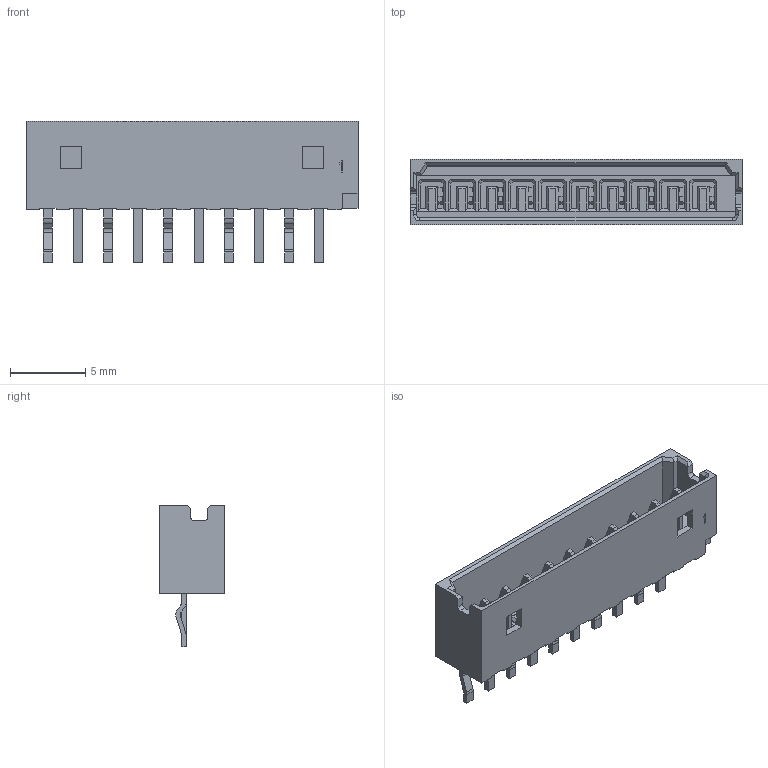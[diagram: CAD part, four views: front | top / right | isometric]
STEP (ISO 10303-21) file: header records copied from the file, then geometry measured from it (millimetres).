
FILE_DESCRIPTION((''),'2;1');
FILE_NAME('530141010','2014-02-27T',('me'),(''),'PRO/ENGINEER BY PARAMETRIC TECHNOLOGY CORPORATION, 2011490','PRO/ENGINEER BY PARAMETRIC TECHNOLOGY CORPORATION, 2011490','');
FILE_SCHEMA(('CONFIG_CONTROL_DESIGN'));
Length unit declared in the file: millimetre
Products named in the file (1): 530141010
Bounding box: 22 x 4.35 x 9.35 mm (x, y, z)
Volume: 253.7 mm3; surface area: 876.6 mm2
Topology: 1 solids, 1 shells, 540 faces, 1417 edges, 900 vertices
Faces by surface type: plane 502, cylinder 36, cone 2
Entity records: 16188 total; most frequent: CARTESIAN_POINT 2838, ORIENTED_EDGE 2794, DIRECTION 2593, EDGE_CURVE 1397, VECTOR 1323, LINE 1323, VERTEX_POINT 880, AXIS2_PLACEMENT_3D 635
